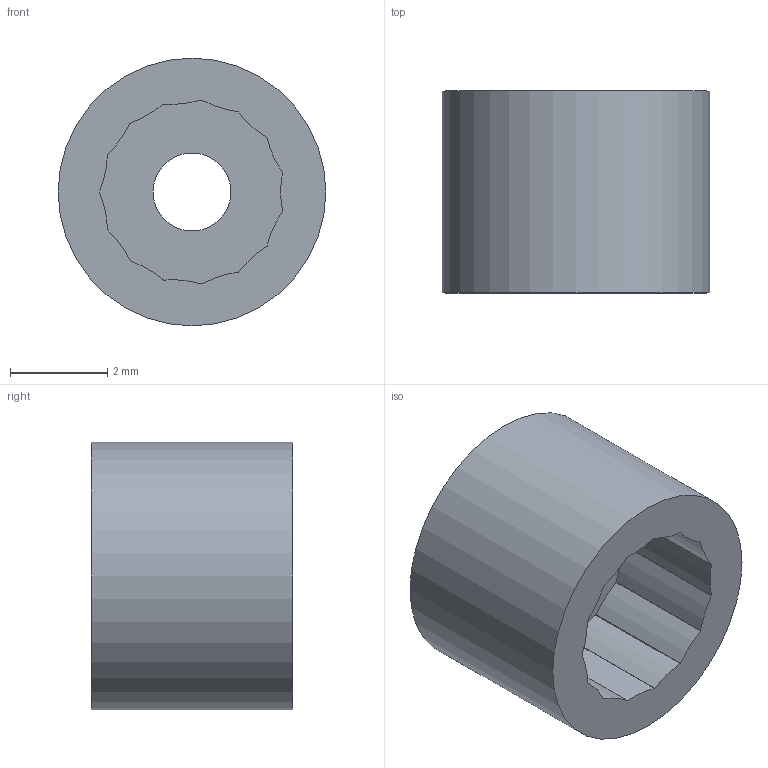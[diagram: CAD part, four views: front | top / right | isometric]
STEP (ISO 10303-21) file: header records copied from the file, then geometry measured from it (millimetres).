
FILE_DESCRIPTION(/* description */ (''),/* implementation_level */ '2;1');
FILE_NAME(/* name */ 'Parte del servo.stp',/* time_stamp */ '2025-01-31T12:42:58-05:00',/* author */ ('sara_'),/* organization */ (''),/* preprocessor_version */ 'ST-DEVELOPER v19.2',/* originating_system */ 'Autodesk Inventor 2024',/* authorisation */ '');
FILE_SCHEMA (('AUTOMOTIVE_DESIGN { 1 0 10303 214 3 1 1 }'));
Length unit declared in the file: millimetre
Products named in the file (1): Parte del servo
Bounding box: 5.5 x 4.15 x 5.5 mm (x, y, z)
Volume: 54.4 mm3; surface area: 162.9 mm2
Topology: 1 solids, 1 shells, 37 faces, 99 edges, 66 vertices
Faces by surface type: cylinder 33, plane 4
Full cylindrical faces by diameter (mm): 1.6 x1, 4.15 x1, 5.5 x1
Entity records: 1246 total; most frequent: DIRECTION 241, CARTESIAN_POINT 203, ORIENTED_EDGE 198, AXIS2_PLACEMENT_3D 104, EDGE_CURVE 99, CIRCLE 66, VERTEX_POINT 66, EDGE_LOOP 41
